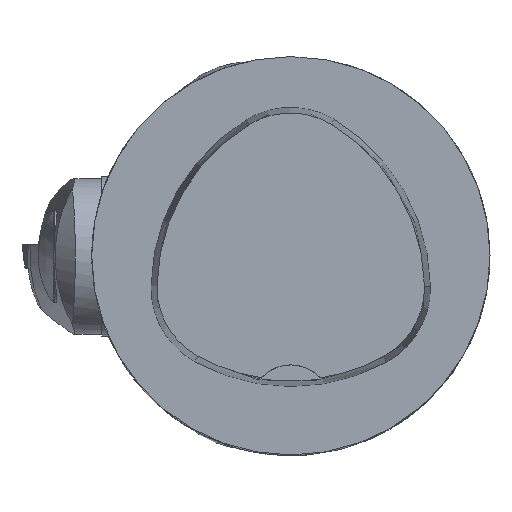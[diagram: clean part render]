
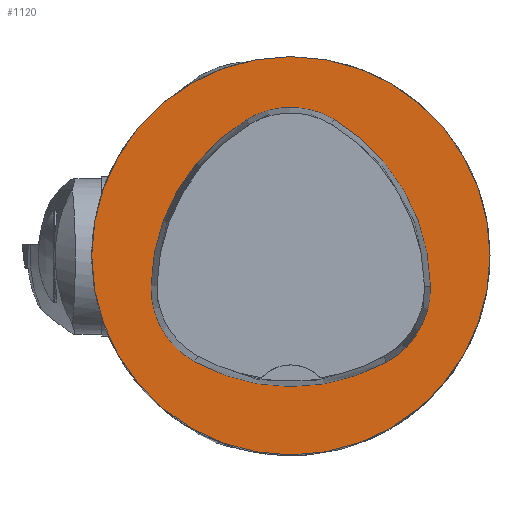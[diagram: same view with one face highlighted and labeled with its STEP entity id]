
A CAD part, top view. The second image highlights one B-rep face of the part: STEP entity #1120.
In plain terms, the highlighted planar face has unit normal (0, 0, 1).
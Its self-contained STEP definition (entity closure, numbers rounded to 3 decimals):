
#429=PLANE('',#8056);
#1120=ADVANCED_FACE('',(#2988,#2989),#429,.T.);
#2759=CIRCLE('',#7942,20.);
#2824=CIRCLE('',#8034,20.);
#2826=CIRCLE('',#8037,8.5);
#2828=CIRCLE('',#8040,20.);
#2830=CIRCLE('',#8043,8.5);
#2834=CIRCLE('',#8048,20.);
#2836=CIRCLE('',#8051,8.5);
#2988=FACE_BOUND('',#3102,.T.);
#2989=FACE_BOUND('',#3103,.T.);
#3102=EDGE_LOOP('',(#3854,#3855,#3856,#3857,#3858,#3859));
#3103=EDGE_LOOP('',(#3860));
#3854=ORIENTED_EDGE('',*,*,#6813,.T.);
#3855=ORIENTED_EDGE('',*,*,#6793,.T.);
#3856=ORIENTED_EDGE('',*,*,#6797,.T.);
#3857=ORIENTED_EDGE('',*,*,#6800,.T.);
#3858=ORIENTED_EDGE('',*,*,#6803,.T.);
#3859=ORIENTED_EDGE('',*,*,#6811,.T.);
#3860=ORIENTED_EDGE('',*,*,#6537,.F.);
#5780=VERTEX_POINT('',#10703);
#6031=VERTEX_POINT('',#11298);
#6032=VERTEX_POINT('',#11299);
#6035=VERTEX_POINT('',#11307);
#6037=VERTEX_POINT('',#11313);
#6039=VERTEX_POINT('',#11319);
#6046=VERTEX_POINT('',#11340);
#6537=EDGE_CURVE('',#5780,#5780,#2759,.T.);
#6793=EDGE_CURVE('',#6031,#6032,#2824,.T.);
#6797=EDGE_CURVE('',#6032,#6035,#2826,.T.);
#6800=EDGE_CURVE('',#6035,#6037,#2828,.T.);
#6803=EDGE_CURVE('',#6037,#6039,#2830,.T.);
#6811=EDGE_CURVE('',#6039,#6046,#2834,.T.);
#6813=EDGE_CURVE('',#6046,#6031,#2836,.T.);
#7942=AXIS2_PLACEMENT_3D('',#10702,#8610,#8611);
#8034=AXIS2_PLACEMENT_3D('',#11297,#8962,#8963);
#8037=AXIS2_PLACEMENT_3D('',#11306,#8970,#8971);
#8040=AXIS2_PLACEMENT_3D('',#11312,#8977,#8978);
#8043=AXIS2_PLACEMENT_3D('',#11318,#8984,#8985);
#8048=AXIS2_PLACEMENT_3D('',#11341,#8996,#8997);
#8051=AXIS2_PLACEMENT_3D('',#11344,#9002,#9003);
#8056=AXIS2_PLACEMENT_3D('',#11349,#9012,#9013);
#8610=DIRECTION('',(0.,0.,-1.));
#8611=DIRECTION('',(-1.,0.,0.));
#8962=DIRECTION('',(0.,0.,-1.));
#8963=DIRECTION('',(-1.,0.,0.));
#8970=DIRECTION('',(0.,0.,-1.));
#8971=DIRECTION('',(-1.,0.,0.));
#8977=DIRECTION('',(0.,0.,-1.));
#8978=DIRECTION('',(-1.,0.,0.));
#8984=DIRECTION('',(0.,0.,-1.));
#8985=DIRECTION('',(-1.,0.,0.));
#8996=DIRECTION('',(0.,0.,-1.));
#8997=DIRECTION('',(-1.,0.,0.));
#9002=DIRECTION('',(0.,0.,-1.));
#9003=DIRECTION('',(-1.,0.,0.));
#9012=DIRECTION('',(0.,0.,1.));
#9013=DIRECTION('',(1.,0.,0.));
#10702=CARTESIAN_POINT('',(0.,0.,0.));
#10703=CARTESIAN_POINT('',(-20.,0.,0.));
#11297=CARTESIAN_POINT('',(5.955,-3.414,0.));
#11298=CARTESIAN_POINT('',(-14.041,-3.042,0.));
#11299=CARTESIAN_POINT('',(-4.472,13.653,0.));
#11306=CARTESIAN_POINT('',(-0.04,6.4,0.));
#11307=CARTESIAN_POINT('',(4.347,13.68,0.));
#11312=CARTESIAN_POINT('',(-5.976,-3.45,0.));
#11313=CARTESIAN_POINT('',(14.021,-3.075,0.));
#11318=CARTESIAN_POINT('',(5.522,-3.235,0.));
#11319=CARTESIAN_POINT('',(9.588,-10.699,0.));
#11340=CARTESIAN_POINT('',(-9.655,-10.639,0.));
#11341=CARTESIAN_POINT('',(0.022,6.864,0.));
#11344=CARTESIAN_POINT('',(-5.543,-3.2,0.));
#11349=CARTESIAN_POINT('',(0.,0.,0.));
